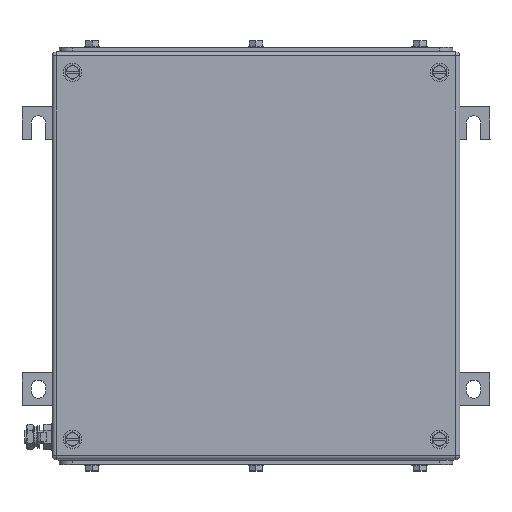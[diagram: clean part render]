
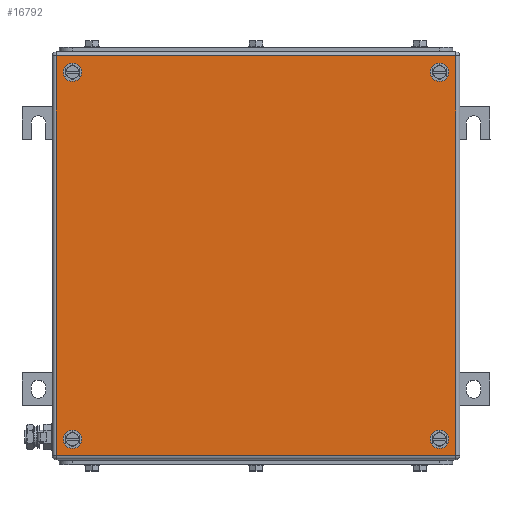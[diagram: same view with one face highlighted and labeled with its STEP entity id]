
A CAD part, top view. The second image highlights one B-rep face of the part: STEP entity #16792.
In plain terms, the highlighted planar face has unit normal (0, 0, 1).
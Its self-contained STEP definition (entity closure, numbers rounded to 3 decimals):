
#16666=AXIS2_PLACEMENT_3D('Circle Axis2P3D',#16664,#16665,$) ;
#16693=AXIS2_PLACEMENT_3D('Plane Axis2P3D',#16690,#16691,#16692) ;
#16731=AXIS2_PLACEMENT_3D('Circle Axis2P3D',#16729,#16730,$) ;
#16740=AXIS2_PLACEMENT_3D('Circle Axis2P3D',#16738,#16739,$) ;
#16749=AXIS2_PLACEMENT_3D('Circle Axis2P3D',#16747,#16748,$) ;
#16758=AXIS2_PLACEMENT_3D('Circle Axis2P3D',#16756,#16757,$) ;
#16767=AXIS2_PLACEMENT_3D('Circle Axis2P3D',#16765,#16766,$) ;
#16776=AXIS2_PLACEMENT_3D('Circle Axis2P3D',#16774,#16775,$) ;
#16785=AXIS2_PLACEMENT_3D('Circle Axis2P3D',#16783,#16784,$) ;
#16661=CARTESIAN_POINT('Vertex',(41.5,304.5,153.5)) ;
#16664=CARTESIAN_POINT('Axis2P3D Location',(38.,304.5,153.5)) ;
#16668=CARTESIAN_POINT('Vertex',(34.5,304.5,153.5)) ;
#16690=CARTESIAN_POINT('Axis2P3D Location',(178.5,164.,153.5)) ;
#16695=CARTESIAN_POINT('Line Origine',(178.5,316.5,153.5)) ;
#16699=CARTESIAN_POINT('Vertex',(331.,316.5,153.5)) ;
#16701=CARTESIAN_POINT('Vertex',(26.,316.5,153.5)) ;
#16704=CARTESIAN_POINT('Line Origine',(26.,164.,153.5)) ;
#16708=CARTESIAN_POINT('Vertex',(26.,11.5,153.5)) ;
#16711=CARTESIAN_POINT('Line Origine',(178.5,11.5,153.5)) ;
#16715=CARTESIAN_POINT('Vertex',(331.,11.5,153.5)) ;
#16718=CARTESIAN_POINT('Line Origine',(331.,164.,153.5)) ;
#16729=CARTESIAN_POINT('Axis2P3D Location',(38.,304.5,153.5)) ;
#16738=CARTESIAN_POINT('Axis2P3D Location',(38.,23.5,153.5)) ;
#16742=CARTESIAN_POINT('Vertex',(34.5,23.5,153.5)) ;
#16744=CARTESIAN_POINT('Vertex',(41.5,23.5,153.5)) ;
#16747=CARTESIAN_POINT('Axis2P3D Location',(38.,23.5,153.5)) ;
#16756=CARTESIAN_POINT('Axis2P3D Location',(319.,23.5,153.5)) ;
#16760=CARTESIAN_POINT('Vertex',(322.5,23.5,153.5)) ;
#16762=CARTESIAN_POINT('Vertex',(315.5,23.5,153.5)) ;
#16765=CARTESIAN_POINT('Axis2P3D Location',(319.,23.5,153.5)) ;
#16774=CARTESIAN_POINT('Axis2P3D Location',(319.,304.5,153.5)) ;
#16778=CARTESIAN_POINT('Vertex',(322.5,304.5,153.5)) ;
#16780=CARTESIAN_POINT('Vertex',(315.5,304.5,153.5)) ;
#16783=CARTESIAN_POINT('Axis2P3D Location',(319.,304.5,153.5)) ;
#16665=DIRECTION('Axis2P3D Direction',(0.,0.,1.)) ;
#16691=DIRECTION('Axis2P3D Direction',(0.,0.,1.)) ;
#16692=DIRECTION('Axis2P3D XDirection',(1.,0.,0.)) ;
#16696=DIRECTION('Vector Direction',(1.,0.,0.)) ;
#16705=DIRECTION('Vector Direction',(0.,-1.,0.)) ;
#16712=DIRECTION('Vector Direction',(1.,0.,0.)) ;
#16719=DIRECTION('Vector Direction',(0.,1.,0.)) ;
#16730=DIRECTION('Axis2P3D Direction',(0.,0.,1.)) ;
#16739=DIRECTION('Axis2P3D Direction',(0.,0.,1.)) ;
#16748=DIRECTION('Axis2P3D Direction',(0.,0.,1.)) ;
#16757=DIRECTION('Axis2P3D Direction',(0.,0.,1.)) ;
#16766=DIRECTION('Axis2P3D Direction',(0.,0.,1.)) ;
#16775=DIRECTION('Axis2P3D Direction',(0.,0.,1.)) ;
#16784=DIRECTION('Axis2P3D Direction',(0.,0.,1.)) ;
#16697=VECTOR('Line Direction',#16696,1.) ;
#16706=VECTOR('Line Direction',#16705,1.) ;
#16713=VECTOR('Line Direction',#16712,1.) ;
#16720=VECTOR('Line Direction',#16719,1.) ;
#16724=ORIENTED_EDGE('',*,*,#16703,.T.) ;
#16725=ORIENTED_EDGE('',*,*,#16710,.T.) ;
#16726=ORIENTED_EDGE('',*,*,#16717,.T.) ;
#16727=ORIENTED_EDGE('',*,*,#16722,.T.) ;
#16735=ORIENTED_EDGE('',*,*,#16733,.F.) ;
#16736=ORIENTED_EDGE('',*,*,#16670,.F.) ;
#16753=ORIENTED_EDGE('',*,*,#16746,.F.) ;
#16754=ORIENTED_EDGE('',*,*,#16751,.F.) ;
#16771=ORIENTED_EDGE('',*,*,#16764,.F.) ;
#16772=ORIENTED_EDGE('',*,*,#16769,.F.) ;
#16789=ORIENTED_EDGE('',*,*,#16782,.F.) ;
#16790=ORIENTED_EDGE('',*,*,#16787,.F.) ;
#16737=FACE_BOUND('',#16734,.T.) ;
#16755=FACE_BOUND('',#16752,.T.) ;
#16773=FACE_BOUND('',#16770,.T.) ;
#16791=FACE_BOUND('',#16788,.T.) ;
#16792=ADVANCED_FACE('ZUB_KTB_FS_303015_2GP_AllCATPart.2\\ZUB_DE_KTB_FS_260x260.1\\DE_KTB_MH_PART_MASTER.1\\Koerper.2',(#16728,#16737,#16755,#16773,#16791),#16694,.T.) ;
#16667=CIRCLE('generated circle',#16666,3.5) ;
#16732=CIRCLE('generated circle',#16731,3.5) ;
#16741=CIRCLE('generated circle',#16740,3.5) ;
#16750=CIRCLE('generated circle',#16749,3.5) ;
#16759=CIRCLE('generated circle',#16758,3.5) ;
#16768=CIRCLE('generated circle',#16767,3.5) ;
#16777=CIRCLE('generated circle',#16776,3.5) ;
#16786=CIRCLE('generated circle',#16785,3.5) ;
#16670=EDGE_CURVE('',#16662,#16669,#16667,.T.) ;
#16703=EDGE_CURVE('',#16700,#16702,#16698,.F.) ;
#16710=EDGE_CURVE('',#16702,#16709,#16707,.T.) ;
#16717=EDGE_CURVE('',#16709,#16716,#16714,.T.) ;
#16722=EDGE_CURVE('',#16716,#16700,#16721,.T.) ;
#16733=EDGE_CURVE('',#16669,#16662,#16732,.T.) ;
#16746=EDGE_CURVE('',#16743,#16745,#16741,.T.) ;
#16751=EDGE_CURVE('',#16745,#16743,#16750,.T.) ;
#16764=EDGE_CURVE('',#16761,#16763,#16759,.T.) ;
#16769=EDGE_CURVE('',#16763,#16761,#16768,.T.) ;
#16782=EDGE_CURVE('',#16779,#16781,#16777,.T.) ;
#16787=EDGE_CURVE('',#16781,#16779,#16786,.T.) ;
#16723=EDGE_LOOP('',(#16724,#16725,#16726,#16727)) ;
#16734=EDGE_LOOP('',(#16735,#16736)) ;
#16752=EDGE_LOOP('',(#16753,#16754)) ;
#16770=EDGE_LOOP('',(#16771,#16772)) ;
#16788=EDGE_LOOP('',(#16789,#16790)) ;
#16728=FACE_OUTER_BOUND('',#16723,.T.) ;
#16698=LINE('Line',#16695,#16697) ;
#16707=LINE('Line',#16704,#16706) ;
#16714=LINE('Line',#16711,#16713) ;
#16721=LINE('Line',#16718,#16720) ;
#16694=PLANE('',#16693) ;
#16662=VERTEX_POINT('',#16661) ;
#16669=VERTEX_POINT('',#16668) ;
#16700=VERTEX_POINT('',#16699) ;
#16702=VERTEX_POINT('',#16701) ;
#16709=VERTEX_POINT('',#16708) ;
#16716=VERTEX_POINT('',#16715) ;
#16743=VERTEX_POINT('',#16742) ;
#16745=VERTEX_POINT('',#16744) ;
#16761=VERTEX_POINT('',#16760) ;
#16763=VERTEX_POINT('',#16762) ;
#16779=VERTEX_POINT('',#16778) ;
#16781=VERTEX_POINT('',#16780) ;
